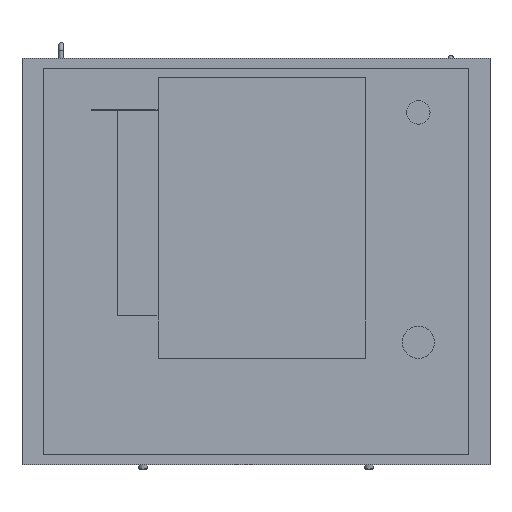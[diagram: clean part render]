
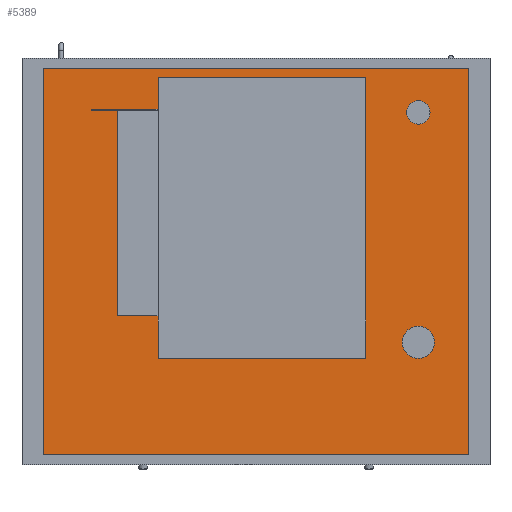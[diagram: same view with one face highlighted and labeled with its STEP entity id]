
A CAD part, front view. The second image highlights one B-rep face of the part: STEP entity #5389.
In plain terms, the highlighted planar face has unit normal (0, -1, 0).
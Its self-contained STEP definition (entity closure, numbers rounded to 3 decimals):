
#303=FACE_OUTER_BOUND('',#650,.T.);
#650=EDGE_LOOP('',(#3615,#3616,#3617,#3618));
#1017=LINE('',#7904,#1661);
#1019=LINE('',#7908,#1663);
#1020=LINE('',#7911,#1664);
#1021=LINE('',#7912,#1665);
#1661=VECTOR('',#6311,10.);
#1663=VECTOR('',#6315,10.);
#1664=VECTOR('',#6318,10.);
#1665=VECTOR('',#6319,10.);
#2295=VERTEX_POINT('',#7900);
#2296=VERTEX_POINT('',#7902);
#2297=VERTEX_POINT('',#7906);
#2298=VERTEX_POINT('',#7910);
#2817=EDGE_CURVE('',#2296,#2295,#1017,.T.);
#2819=EDGE_CURVE('',#2296,#2297,#1019,.T.);
#2820=EDGE_CURVE('',#2298,#2297,#1020,.T.);
#2821=EDGE_CURVE('',#2295,#2298,#1021,.T.);
#3615=ORIENTED_EDGE('',*,*,#2819,.T.);
#3616=ORIENTED_EDGE('',*,*,#2820,.F.);
#3617=ORIENTED_EDGE('',*,*,#2821,.F.);
#3618=ORIENTED_EDGE('',*,*,#2817,.F.);
#5104=PLANE('',#5799);
#5389=ADVANCED_FACE('',(#303),#5104,.T.);
#5799=AXIS2_PLACEMENT_3D('',#7909,#6316,#6317);
#6311=DIRECTION('',(0.,0.,1.));
#6315=DIRECTION('',(1.,0.,0.));
#6316=DIRECTION('center_axis',(0.,-1.,0.));
#6317=DIRECTION('ref_axis',(0.,0.,-1.));
#6318=DIRECTION('',(0.,0.,-1.));
#6319=DIRECTION('',(1.,0.,0.));
#7900=CARTESIAN_POINT('',(-362.5,-185.,330.));
#7902=CARTESIAN_POINT('',(-362.5,-185.,-330.));
#7904=CARTESIAN_POINT('',(-362.5,-185.,330.));
#7906=CARTESIAN_POINT('',(362.5,-185.,-330.));
#7908=CARTESIAN_POINT('',(0.,-185.,-330.));
#7909=CARTESIAN_POINT('Origin',(0.,-185.,330.));
#7910=CARTESIAN_POINT('',(362.5,-185.,330.));
#7911=CARTESIAN_POINT('',(362.5,-185.,330.));
#7912=CARTESIAN_POINT('',(0.,-185.,330.));
